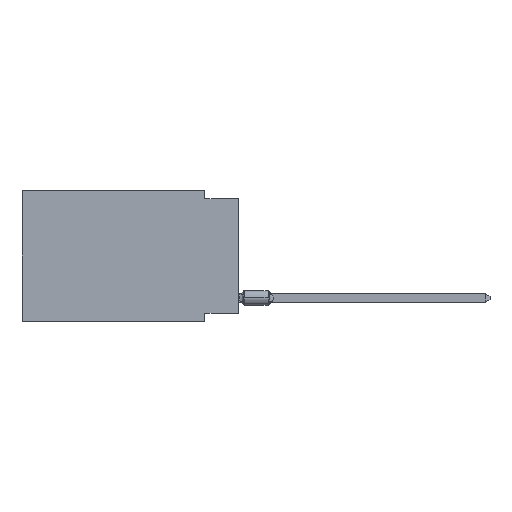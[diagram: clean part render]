
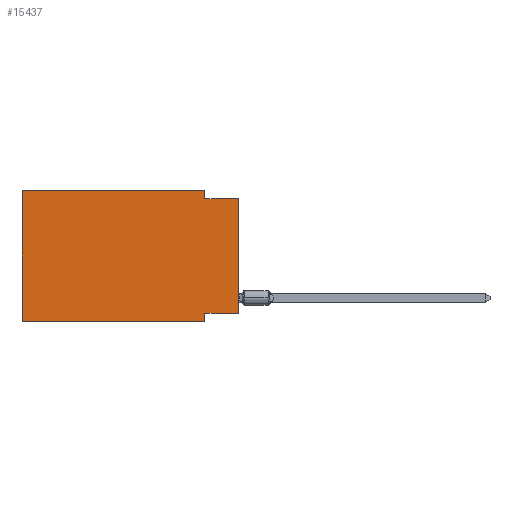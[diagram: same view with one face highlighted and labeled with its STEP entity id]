
A CAD part, left-side view. The second image highlights one B-rep face of the part: STEP entity #15437.
In plain terms, the highlighted planar face has unit normal (-1, 0, 0).
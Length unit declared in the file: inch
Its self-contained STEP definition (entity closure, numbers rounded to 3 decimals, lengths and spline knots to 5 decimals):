
#471 = LINE ( 'NONE', #13446, #14727 ) ;
#898 = EDGE_CURVE ( 'NONE', #5059, #9152, #6624, .T. ) ;
#1116 = AXIS2_PLACEMENT_3D ( 'NONE', #1266, #5198, #6644 ) ;
#1149 = CARTESIAN_POINT ( 'NONE',  ( 0., 0.1, -0.365 ) ) ;
#1187 = CARTESIAN_POINT ( 'NONE',  ( 0., 0.1, -0.39 ) ) ;
#1266 = CARTESIAN_POINT ( 'NONE',  ( 0., 0.645, 0. ) ) ;
#1370 = VECTOR ( 'NONE', #16071, 39.37008 ) ;
#1876 = CARTESIAN_POINT ( 'NONE',  ( 0., 0.645, 0. ) ) ;
#2607 = VECTOR ( 'NONE', #3537, 39.37008 ) ;
#2895 = LINE ( 'NONE', #1187, #10641 ) ;
#3537 = DIRECTION ( 'NONE',  ( 0., -1., 0. ) ) ;
#3603 = EDGE_CURVE ( 'NONE', #12471, #10533, #5528, .T. ) ;
#3763 = EDGE_CURVE ( 'NONE', #12471, #8369, #12418, .T. ) ;
#3872 = LINE ( 'NONE', #8680, #8490 ) ;
#3926 = CARTESIAN_POINT ( 'NONE',  ( 0., 0.1, -0.39 ) ) ;
#3945 = LINE ( 'NONE', #6261, #10014 ) ;
#4729 = CARTESIAN_POINT ( 'NONE',  ( 0., 0.645, -0.39 ) ) ;
#4916 = ORIENTED_EDGE ( 'NONE', *, *, #15719, .T. ) ;
#5059 = VERTEX_POINT ( 'NONE', #5319 ) ;
#5198 = DIRECTION ( 'NONE',  ( 1., 0., 0. ) ) ;
#5319 = CARTESIAN_POINT ( 'NONE',  ( 0., 0.1, 0. ) ) ;
#5528 = LINE ( 'NONE', #8509, #9253 ) ;
#5677 = DIRECTION ( 'NONE',  ( 0., 1., 0. ) ) ;
#6261 = CARTESIAN_POINT ( 'NONE',  ( 0., 0., -0.025 ) ) ;
#6381 = EDGE_LOOP ( 'NONE', ( #4916, #13441, #7191, #15601, #6744, #15352, #6889, #14182 ) ) ;
#6427 = DIRECTION ( 'NONE',  ( 0., 0., 1. ) ) ;
#6624 = LINE ( 'NONE', #14493, #15891 ) ;
#6644 = DIRECTION ( 'NONE',  ( 0., 0., -1. ) ) ;
#6744 = ORIENTED_EDGE ( 'NONE', *, *, #3603, .F. ) ;
#6889 = ORIENTED_EDGE ( 'NONE', *, *, #15403, .F. ) ;
#7191 = ORIENTED_EDGE ( 'NONE', *, *, #898, .F. ) ;
#7763 = EDGE_CURVE ( 'NONE', #9152, #7766, #3945, .T. ) ;
#7766 = VERTEX_POINT ( 'NONE', #11471 ) ;
#8369 = VERTEX_POINT ( 'NONE', #3926 ) ;
#8490 = VECTOR ( 'NONE', #6427, 39.37008 ) ;
#8509 = CARTESIAN_POINT ( 'NONE',  ( 0., 0.645, 0. ) ) ;
#8680 = CARTESIAN_POINT ( 'NONE',  ( 0., 0., 0. ) ) ;
#8994 = VERTEX_POINT ( 'NONE', #1149 ) ;
#9115 = EDGE_CURVE ( 'NONE', #13051, #8994, #471, .T. ) ;
#9117 = DIRECTION ( 'NONE',  ( 0., 0., -1. ) ) ;
#9152 = VERTEX_POINT ( 'NONE', #11973 ) ;
#9253 = VECTOR ( 'NONE', #10714, 39.37008 ) ;
#9966 = CARTESIAN_POINT ( 'NONE',  ( 0., 0., -0.365 ) ) ;
#10014 = VECTOR ( 'NONE', #13964, 39.37008 ) ;
#10533 = VERTEX_POINT ( 'NONE', #11614 ) ;
#10641 = VECTOR ( 'NONE', #9117, 39.37008 ) ;
#10714 = DIRECTION ( 'NONE',  ( 0., 0., 1. ) ) ;
#10829 = LINE ( 'NONE', #1876, #1370 ) ;
#11471 = CARTESIAN_POINT ( 'NONE',  ( 0., 0., -0.025 ) ) ;
#11614 = CARTESIAN_POINT ( 'NONE',  ( 0., 0.645, 0. ) ) ;
#11973 = CARTESIAN_POINT ( 'NONE',  ( 0., 0.1, -0.025 ) ) ;
#12418 = LINE ( 'NONE', #14112, #2607 ) ;
#12471 = VERTEX_POINT ( 'NONE', #4729 ) ;
#12950 = PLANE ( 'NONE',  #1116 ) ;
#13051 = VERTEX_POINT ( 'NONE', #9966 ) ;
#13189 = DIRECTION ( 'NONE',  ( 0., 0., -1. ) ) ;
#13441 = ORIENTED_EDGE ( 'NONE', *, *, #7763, .F. ) ;
#13446 = CARTESIAN_POINT ( 'NONE',  ( 0., 0., -0.365 ) ) ;
#13964 = DIRECTION ( 'NONE',  ( 0., -1., 0. ) ) ;
#14112 = CARTESIAN_POINT ( 'NONE',  ( 0., 0.645, -0.39 ) ) ;
#14182 = ORIENTED_EDGE ( 'NONE', *, *, #9115, .F. ) ;
#14493 = CARTESIAN_POINT ( 'NONE',  ( 0., 0.1, 0. ) ) ;
#14727 = VECTOR ( 'NONE', #5677, 39.37008 ) ;
#15352 = ORIENTED_EDGE ( 'NONE', *, *, #3763, .T. ) ;
#15403 = EDGE_CURVE ( 'NONE', #8994, #8369, #2895, .T. ) ;
#15437 = ADVANCED_FACE ( 'NONE', ( #15707 ), #12950, .F. ) ;
#15601 = ORIENTED_EDGE ( 'NONE', *, *, #16854, .F. ) ;
#15707 = FACE_OUTER_BOUND ( 'NONE', #6381, .T. ) ;
#15719 = EDGE_CURVE ( 'NONE', #13051, #7766, #3872, .T. ) ;
#15891 = VECTOR ( 'NONE', #13189, 39.37008 ) ;
#16071 = DIRECTION ( 'NONE',  ( 0., -1., 0. ) ) ;
#16854 = EDGE_CURVE ( 'NONE', #10533, #5059, #10829, .T. ) ;
